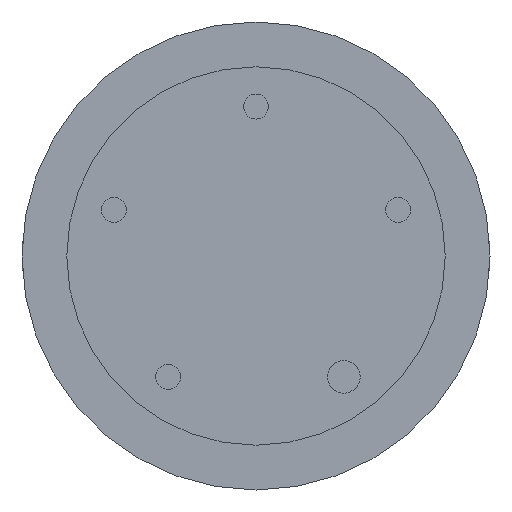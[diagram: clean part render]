
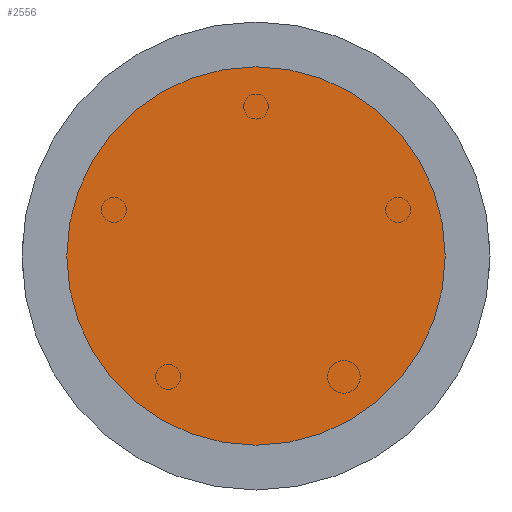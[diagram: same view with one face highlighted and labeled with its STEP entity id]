
A CAD part, front view. The second image highlights one B-rep face of the part: STEP entity #2556.
In plain terms, the highlighted planar face has unit normal (0, -1, 0).
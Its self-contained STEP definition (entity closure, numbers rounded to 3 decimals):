
#7 = CARTESIAN_POINT ( 'NONE',  ( 0., 0., 0. ) ) ;
#154 = EDGE_LOOP ( 'NONE', ( #1249, #1826 ) ) ;
#364 = VERTEX_POINT ( 'NONE', #2689 ) ;
#516 = CARTESIAN_POINT ( 'NONE',  ( 0., 0., 0. ) ) ;
#656 = CIRCLE ( 'NONE', #993, 38. ) ;
#944 = CIRCLE ( 'NONE', #3128, 38. ) ;
#993 = AXIS2_PLACEMENT_3D ( 'NONE', #7, #1307, #2176 ) ;
#1249 = ORIENTED_EDGE ( 'NONE', *, *, #1879, .F. ) ;
#1307 = DIRECTION ( 'NONE',  ( 0., 1., 0. ) ) ;
#1311 = PLANE ( 'NONE',  #1992 ) ;
#1826 = ORIENTED_EDGE ( 'NONE', *, *, #2889, .F. ) ;
#1879 = EDGE_CURVE ( 'NONE', #2525, #364, #944, .T. ) ;
#1992 = AXIS2_PLACEMENT_3D ( 'NONE', #2714, #3434, #2943 ) ;
#2159 = CARTESIAN_POINT ( 'NONE',  ( 0., 0., -38. ) ) ;
#2176 = DIRECTION ( 'NONE',  ( 0., 0., 1. ) ) ;
#2525 = VERTEX_POINT ( 'NONE', #2159 ) ;
#2556 = ADVANCED_FACE ( 'NONE', ( #2981 ), #1311, .F. ) ;
#2646 = DIRECTION ( 'NONE',  ( 0., 1., 0. ) ) ;
#2689 = CARTESIAN_POINT ( 'NONE',  ( 0., 0., 38. ) ) ;
#2714 = CARTESIAN_POINT ( 'NONE',  ( 0., 0., 0. ) ) ;
#2722 = DIRECTION ( 'NONE',  ( 0., 0., 1. ) ) ;
#2889 = EDGE_CURVE ( 'NONE', #364, #2525, #656, .T. ) ;
#2943 = DIRECTION ( 'NONE',  ( 0., 0., 1. ) ) ;
#2981 = FACE_OUTER_BOUND ( 'NONE', #154, .T. ) ;
#3128 = AXIS2_PLACEMENT_3D ( 'NONE', #516, #2646, #2722 ) ;
#3434 = DIRECTION ( 'NONE',  ( 0., 1., 0. ) ) ;
